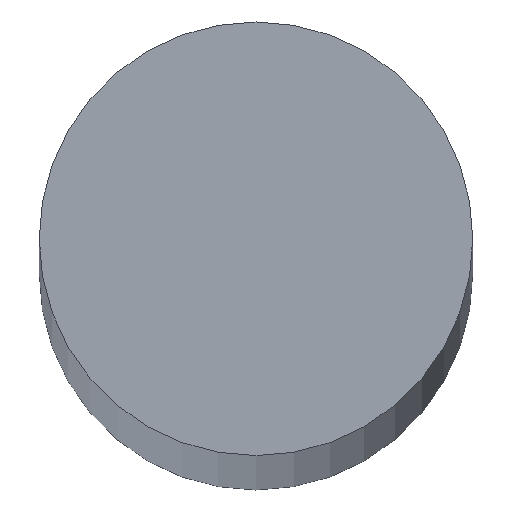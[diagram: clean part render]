
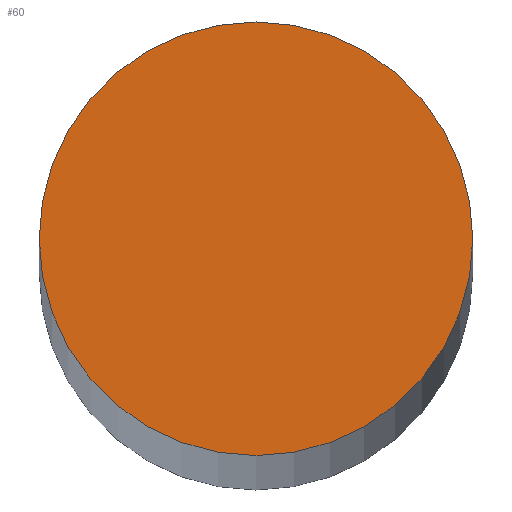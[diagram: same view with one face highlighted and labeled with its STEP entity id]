
A CAD part, top view. The second image highlights one B-rep face of the part: STEP entity #60.
In plain terms, the highlighted planar face has unit normal (0, 0, 1).
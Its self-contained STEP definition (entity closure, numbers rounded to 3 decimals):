
#6 = AXIS2_PLACEMENT_3D ( 'NONE', #113, #126, #27 ) ;
#8 = EDGE_CURVE ( 'NONE', #77, #112, #56, .T. ) ;
#10 = DIRECTION ( 'NONE',  ( 0., 0., 1. ) ) ;
#11 = DIRECTION ( 'NONE',  ( 0., 0., 1. ) ) ;
#16 = EDGE_LOOP ( 'NONE', ( #84, #87 ) ) ;
#27 = DIRECTION ( 'NONE',  ( 1., 0., 0. ) ) ;
#56 = CIRCLE ( 'NONE', #6, 11. ) ;
#60 = ADVANCED_FACE ( 'NONE', ( #92 ), #135, .T. ) ;
#65 = DIRECTION ( 'NONE',  ( 1., 0., 0. ) ) ;
#69 = AXIS2_PLACEMENT_3D ( 'NONE', #98, #10, #114 ) ;
#77 = VERTEX_POINT ( 'NONE', #90 ) ;
#83 = CIRCLE ( 'NONE', #93, 11. ) ;
#84 = ORIENTED_EDGE ( 'NONE', *, *, #134, .T. ) ;
#87 = ORIENTED_EDGE ( 'NONE', *, *, #8, .T. ) ;
#90 = CARTESIAN_POINT ( 'NONE',  ( 11., 0., 1000. ) ) ;
#91 = CARTESIAN_POINT ( 'NONE',  ( -11., 0., 1000. ) ) ;
#92 = FACE_OUTER_BOUND ( 'NONE', #16, .T. ) ;
#93 = AXIS2_PLACEMENT_3D ( 'NONE', #118, #11, #65 ) ;
#98 = CARTESIAN_POINT ( 'NONE',  ( 0., 0., 1000. ) ) ;
#112 = VERTEX_POINT ( 'NONE', #91 ) ;
#113 = CARTESIAN_POINT ( 'NONE',  ( 0., 0., 1000. ) ) ;
#114 = DIRECTION ( 'NONE',  ( 1., 0., 0. ) ) ;
#118 = CARTESIAN_POINT ( 'NONE',  ( 0., 0., 1000. ) ) ;
#126 = DIRECTION ( 'NONE',  ( 0., 0., 1. ) ) ;
#134 = EDGE_CURVE ( 'NONE', #112, #77, #83, .T. ) ;
#135 = PLANE ( 'NONE',  #69 ) ;
